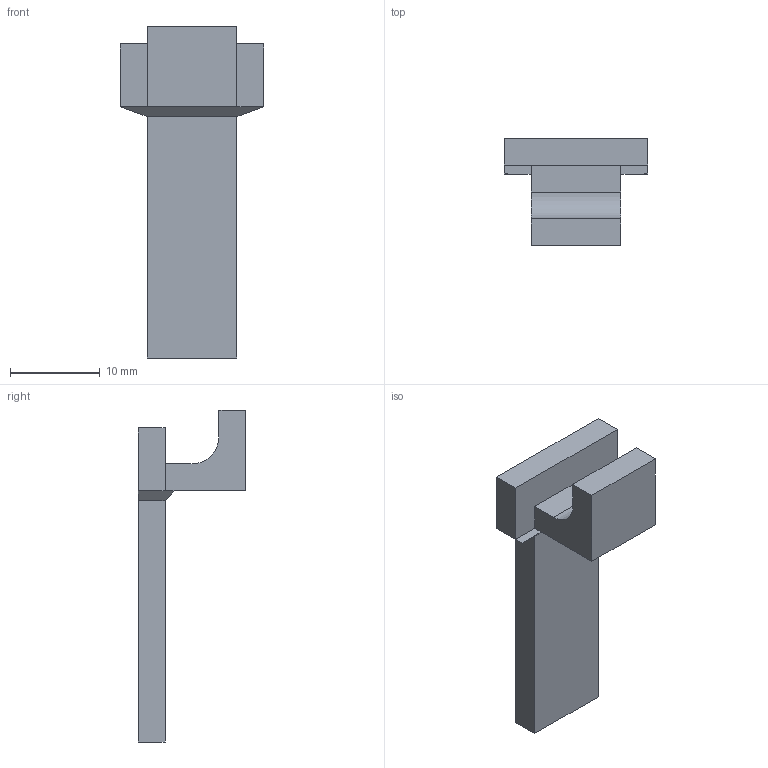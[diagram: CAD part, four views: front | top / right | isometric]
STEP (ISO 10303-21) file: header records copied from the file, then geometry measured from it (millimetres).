
FILE_DESCRIPTION(/* description */ ('STEP AP214'),/* implementation_level */ '2;1');
FILE_NAME(/* name */ '60a3ff6c440338109fdb26fa',/* time_stamp */ '2021-05-18T17:54:53+00:00',/* author */ (''),/* organization */ (''),/* preprocessor_version */ 'ST-DEVELOPER v18.1',/* originating_system */ ' ',/* authorisation */ ' ');
FILE_SCHEMA (('AUTOMOTIVE_DESIGN {1 0 10303 214 3 1 1}'));
Length unit declared in the file: metre
Products named in the file (1): Part 1
Bounding box: 16 x 12 x 37 mm (x, y, z)
Volume: 1662.9 mm3; surface area: 1476.4 mm2
Topology: 1 solids, 1 shells, 23 faces, 58 edges, 37 vertices
Faces by surface type: plane 22, cylinder 1
Entity records: 708 total; most frequent: CARTESIAN_POINT 131, ORIENTED_EDGE 116, DIRECTION 104, EDGE_CURVE 58, LINE 52, VECTOR 52, VERTEX_POINT 37, AXIS2_PLACEMENT_3D 26
